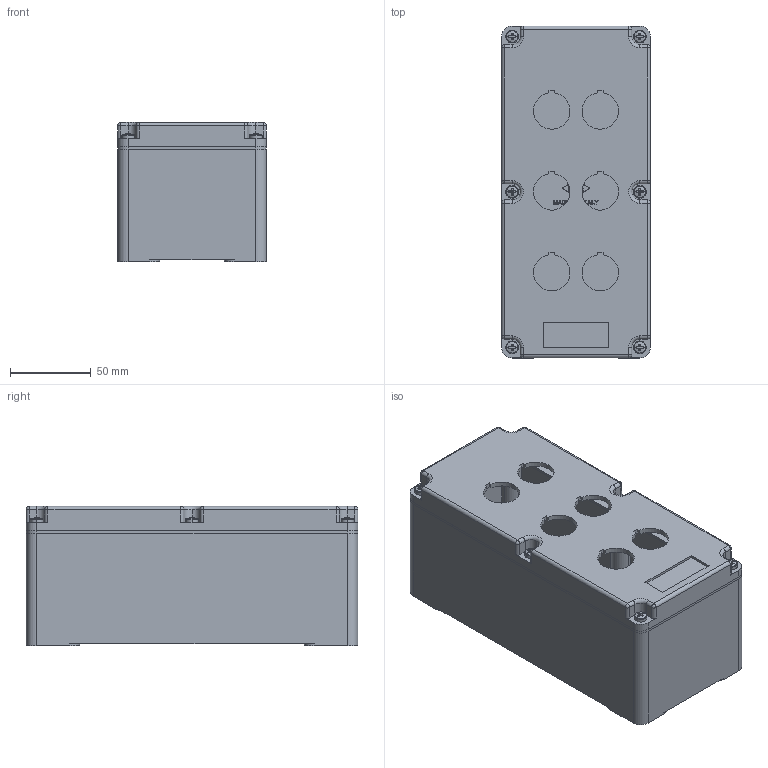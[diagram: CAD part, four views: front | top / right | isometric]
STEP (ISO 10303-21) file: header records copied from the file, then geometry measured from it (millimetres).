
FILE_DESCRIPTION(('Creo Elements/Direct Modeling STEP Export'),'2;1');
FILE_NAME('0lndrr03q3o18uj1484','2015-04-07T16:05:07',(''),(''),'Creo Elements/Direct Modeling STEP processor for AP214 (Solid Model)','Creo Elements/Direct Modeling 18.1F 24-Jul-2014 (C) Parametric Technology GmbH','');
FILE_SCHEMA(('AUTOMOTIVE_DESIGN { 1 0 10303 214 1 1 1 1 }'));
Length unit declared in the file: millimetre
Products named in the file (6): COPERCHIO_C_0920.06; CASSETTA_P_0920; GUARNIZIONE_0920; VITE_M4X20; VITE_M4X8_TERRA; A2P_0920.06
Assembly tree (11 placements, depth 2):
  A2P_0920.06
    VITE_M4X8_TERRA  x2
    VITE_M4X20  x6
    GUARNIZIONE_0920
    CASSETTA_P_0920
    COPERCHIO_C_0920.06
Bounding box: 92 x 205 x 86 mm (x, y, z)
Volume: 357777.7 mm3; surface area: 197933.5 mm2
Topology: 11 solids, 11 shells, 1193 faces, 3181 edges, 2093 vertices
Faces by surface type: plane 871, cylinder 268, sphere 28, torus 22, cone 4
Entity records: 38841 total; most frequent: ORIENTED_EDGE 5518, CARTESIAN_POINT 5418, DIRECTION 4995, EDGE_CURVE 2759, VECTOR 2199, LINE 2199, VERTEX_POINT 1821, AXIS2_PLACEMENT_3D 1398
